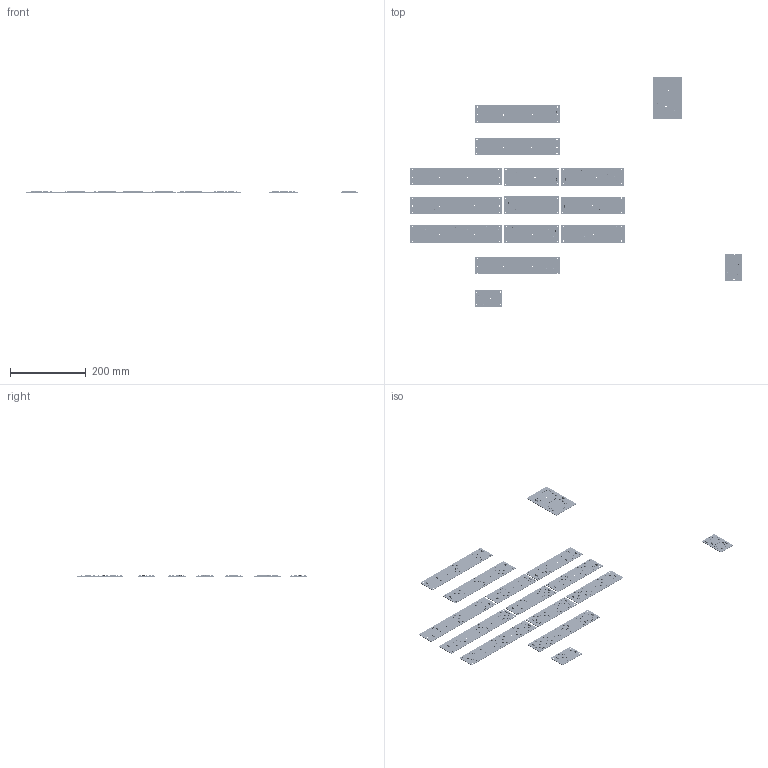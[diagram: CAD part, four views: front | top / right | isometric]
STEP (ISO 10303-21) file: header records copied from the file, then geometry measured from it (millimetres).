
FILE_DESCRIPTION(('PCB Model'),'2;1');
FILE_NAME('CAD PCB.STEP', '2019-06-04T16:49:09',('PC-960'),('Unspecified'), 'Open CASCADE STEP processor 6.8','Proteus','Unknown');
FILE_SCHEMA(('CONFIG_CONTROL_DESIGN','SHAPE_APPEARANCE_LAYER_MIM'));
Length unit declared in the file: millimetre
Products named in the file (600): Open CASCADE STEP translator 6.8 1; Layer_1; Open CASCADE STEP translator 6.8 1.2; Open CASCADE STEP translator 6.8 1.2.1; Body_1; Pin_1; Pin_2; Pin_3; Pin_4; Open CASCADE STEP translator 6.8 1.3; Open CASCADE STEP translator 6.8 1.4; Open CASCADE STEP translator 6.8 1.4.1; Open CASCADE STEP translator 6.8 1.5; Open CASCADE STEP translator 6.8 1.5.1; Open CASCADE STEP translator 6.8 1.6; Open CASCADE STEP translator 6.8 1.7; Open CASCADE STEP translator 6.8 1.8; Open CASCADE STEP translator 6.8 1.9; Open CASCADE STEP translator 6.8 1.10; Open CASCADE STEP translator 6.8 1.11; Open CASCADE STEP translator 6.8 1.12; Open CASCADE STEP translator 6.8 1.13; Open CASCADE STEP translator 6.8 1.14; Open CASCADE STEP translator 6.8 1.15; Open CASCADE STEP translator 6.8 1.16; Open CASCADE STEP translator 6.8 1.17; Open CASCADE STEP translator 6.8 1.18; Open CASCADE STEP translator 6.8 1.19; Open CASCADE STEP translator 6.8 1.20; Open CASCADE STEP translator 6.8 1.21; Open CASCADE STEP translator 6.8 1.22; Open CASCADE STEP translator 6.8 1.22.1; Open CASCADE STEP translator 6.8 1.23; Open CASCADE STEP translator 6.8 1.24; Open CASCADE STEP translator 6.8 1.25; Open CASCADE STEP translator 6.8 1.26; Open CASCADE STEP translator 6.8 1.27; Open CASCADE STEP translator 6.8 1.28; Open CASCADE STEP translator 6.8 1.28.1; Open CASCADE STEP translator 6.8 1.29 ...
Assembly tree (1153 placements, depth 4):
  Open CASCADE STEP translator 6.8 1
    Layer_1
    Open CASCADE STEP translator 6.8 1.2
      Open CASCADE STEP translator 6.8 1.2.1
        Body_1
        Pin_1
        Pin_2
        Pin_3
        Pin_4
    Open CASCADE STEP translator 6.8 1.3
      Open CASCADE STEP translator 6.8 1.2.1
        Body_1
        Pin_1
        Pin_2
        Pin_3
        Pin_4
    Open CASCADE STEP translator 6.8 1.4
      Open CASCADE STEP translator 6.8 1.4.1
        Body_1
        Pin_1
        Pin_2
    Open CASCADE STEP translator 6.8 1.5
      Open CASCADE STEP translator 6.8 1.5.1
        Body_1
    Open CASCADE STEP translator 6.8 1.6
      Open CASCADE STEP translator 6.8 1.2.1
        Body_1
        Pin_1
        Pin_2
        Pin_3
        Pin_4
    Open CASCADE STEP translator 6.8 1.7
      Open CASCADE STEP translator 6.8 1.2.1
        Body_1
        Pin_1
        Pin_2
        Pin_3
        Pin_4
    Open CASCADE STEP translator 6.8 1.8
      Open CASCADE STEP translator 6.8 1.2.1
        Body_1
        Pin_1
        Pin_2
        Pin_3
        Pin_4
    Open CASCADE STEP translator 6.8 1.9
      Open CASCADE STEP translator 6.8 1.2.1
        Body_1
        Pin_1
        Pin_2
        Pin_3
        Pin_4
    Open CASCADE STEP translator 6.8 1.10
      Open CASCADE STEP translator 6.8 1.2.1
        Body_1
        Pin_1
        Pin_2
        Pin_3
        Pin_4
    Open CASCADE STEP translator 6.8 1.11
Bounding box: 874.78 x 605.66 x 7.34 mm (x, y, z)
Volume: 199350.4 mm3; surface area: 287722.5 mm2
Topology: 2154 solids, 2154 shells, 30388 faces, 75810 edges, 49730 vertices
Faces by surface type: plane 22504, cylinder 5814, cone 1800, torus 180, sphere 90
Entity records: 64214 total; most frequent: DIRECTION 6126, CARTESIAN_POINT 4952, ORIENTED_EDGE 3564, CC_DESIGN_PERSON_AND_ORGANIZATION_ASSIGNMENT 3553, AXIS2_PLACEMENT_3D 2691, CC_DESIGN_DATE_AND_TIME_ASSIGNMENT 2353, EDGE_CURVE 1782, SHAPE_DEFINITION_REPRESENTATION 1753
